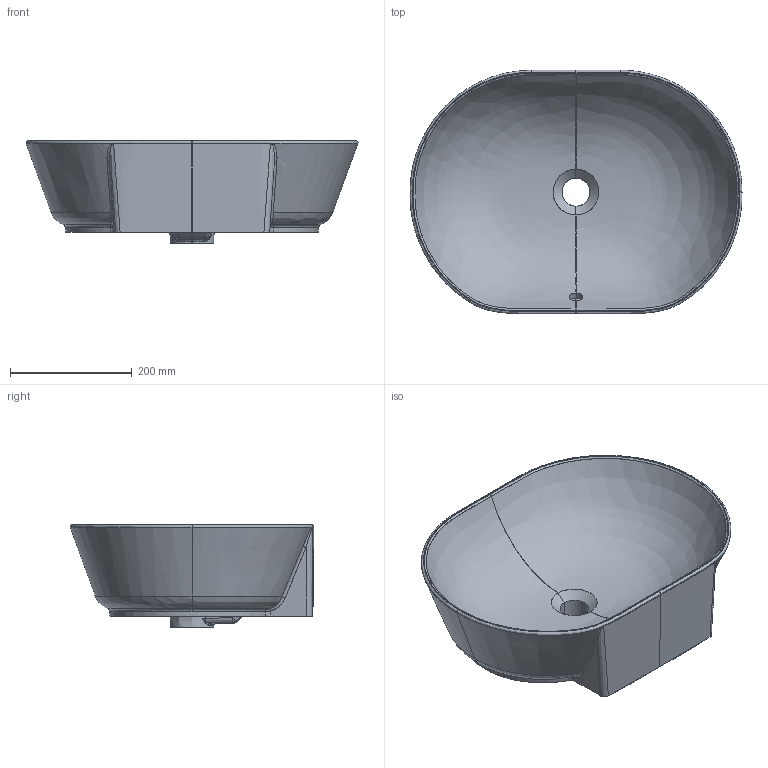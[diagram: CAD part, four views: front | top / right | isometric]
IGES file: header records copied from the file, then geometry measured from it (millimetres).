
Global section: file name: 7427_.igs; native system: NX V11.0; preprocessor: SIEMENS PLM Software NX 11.0; date: 20181218.112131; units: millimetre
Bounding box: 544.57 x 399.56 x 168.3 mm (x, y, z)
Surface area: 661319.5 mm2 (no closed solid volume)
Topology: 0 solids, 0 shells, 152 faces, 1318 edges, 1310 vertices
Faces by surface type: bspline 152
